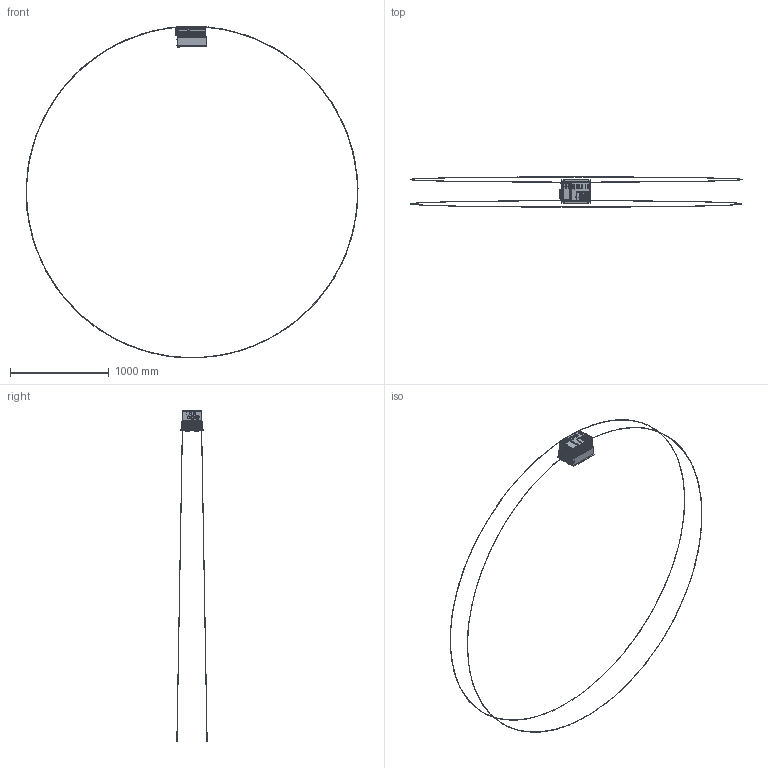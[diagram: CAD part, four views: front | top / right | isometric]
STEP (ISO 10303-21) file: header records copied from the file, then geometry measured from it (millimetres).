
FILE_DESCRIPTION((''),'2;1');
FILE_NAME('ZA3_ASM_ASM','2017-08-08T',('PC-TR'),(''),'PRO/ENGINEER BY PARAMETRIC TECHNOLOGY CORPORATION, 2010280','PRO/ENGINEER BY PARAMETRIC TECHNOLOGY CORPORATION, 2010280','');
FILE_SCHEMA(('CONFIG_CONTROL_DESIGN'));
Products named in the file (1): ZA3_ASM_ASM
Bounding box: 3365.61 x 307.2 x 3364.44 mm (x, y, z)
Surface area: 2338012.9 mm2 (no closed solid volume)
Topology: 0 solids, 0 shells, 2367 faces, 13244 edges, 13036 vertices
Faces by surface type: bspline 2095, torus 258, sphere 14
Entity records: 201719 total; most frequent: CARTESIAN_POINT 85963, DIRECTION 18340, TRIMMED_CURVE 15929, VECTOR 14062, LINE 14062, DEFINITIONAL_REPRESENTATION 12838, PCURVE 12838, COMPOSITE_CURVE_SEGMENT 12838
